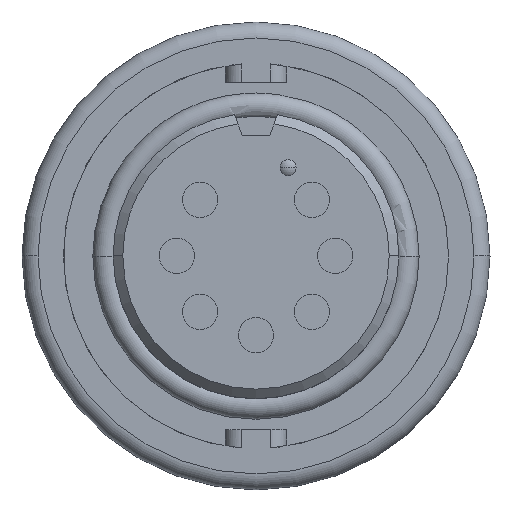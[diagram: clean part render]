
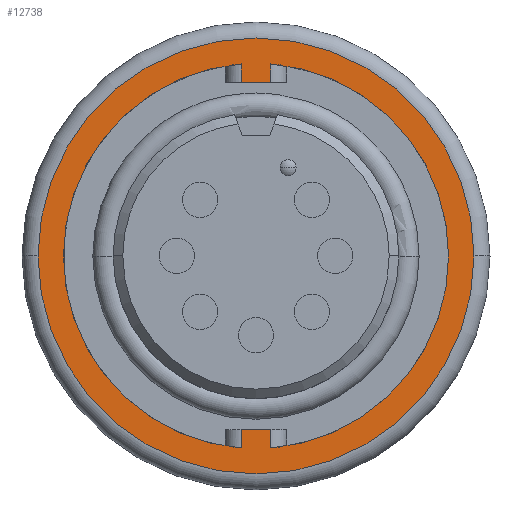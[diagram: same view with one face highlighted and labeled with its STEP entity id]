
A CAD part, top view. The second image highlights one B-rep face of the part: STEP entity #12738.
In plain terms, the highlighted planar face has unit normal (0, 0, 1).
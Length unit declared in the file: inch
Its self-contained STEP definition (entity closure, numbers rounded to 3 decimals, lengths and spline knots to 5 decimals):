
#32 = CARTESIAN_POINT ( 'NONE',  ( 0., 0., -0.08324 ) ) ;
#129 = CIRCLE ( 'NONE', #16338, 0.36 ) ;
#419 = LINE ( 'NONE', #3704, #15760 ) ;
#850 = AXIS2_PLACEMENT_3D ( 'NONE', #18944, #11822, #2948 ) ;
#976 = CARTESIAN_POINT ( 'NONE',  ( 0.36, 0., -0.08324 ) ) ;
#1359 = VECTOR ( 'NONE', #16548, 39.37008 ) ;
#1530 = DIRECTION ( 'NONE',  ( 1., 0., 0. ) ) ;
#1570 = EDGE_LOOP ( 'NONE', ( #7278, #6598, #5308, #2901, #13881, #16083, #2268, #15075, #14380 ) ) ;
#2268 = ORIENTED_EDGE ( 'NONE', *, *, #8128, .T. ) ;
#2437 = VERTEX_POINT ( 'NONE', #6405 ) ;
#2767 = CARTESIAN_POINT ( 'NONE',  ( 0., 0., -0.08324 ) ) ;
#2853 = DIRECTION ( 'NONE',  ( 0., 0., 1. ) ) ;
#2901 = ORIENTED_EDGE ( 'NONE', *, *, #18115, .F. ) ;
#2948 = DIRECTION ( 'NONE',  ( 1., 0., 0. ) ) ;
#3139 = LINE ( 'NONE', #4859, #14523 ) ;
#3187 = AXIS2_PLACEMENT_3D ( 'NONE', #32, #10371, #1530 ) ;
#3297 = EDGE_LOOP ( 'NONE', ( #14291, #6055 ) ) ;
#3422 = CARTESIAN_POINT ( 'NONE',  ( -0.4075, 0., -0.08324 ) ) ;
#3475 = EDGE_CURVE ( 'NONE', #5461, #9659, #129, .T. ) ;
#3553 = EDGE_CURVE ( 'NONE', #6587, #17514, #10992, .T. ) ;
#3590 = EDGE_CURVE ( 'NONE', #16273, #2437, #3139, .T. ) ;
#3612 = VECTOR ( 'NONE', #15010, 39.37008 ) ;
#3704 = CARTESIAN_POINT ( 'NONE',  ( -0.0275, -0.375, -0.08324 ) ) ;
#4178 = VERTEX_POINT ( 'NONE', #9274 ) ;
#4250 = DIRECTION ( 'NONE',  ( 1., 0., 0. ) ) ;
#4420 = DIRECTION ( 'NONE',  ( -1., 0., 0. ) ) ;
#4689 = CARTESIAN_POINT ( 'NONE',  ( 0., 0., -0.08324 ) ) ;
#4859 = CARTESIAN_POINT ( 'NONE',  ( 0.0275, -0.375, -0.08324 ) ) ;
#5308 = ORIENTED_EDGE ( 'NONE', *, *, #15507, .T. ) ;
#5461 = VERTEX_POINT ( 'NONE', #976 ) ;
#5803 = CARTESIAN_POINT ( 'NONE',  ( 0., 0., -0.08324 ) ) ;
#6055 = ORIENTED_EDGE ( 'NONE', *, *, #13213, .T. ) ;
#6181 = DIRECTION ( 'NONE',  ( 1., 0., 0. ) ) ;
#6405 = CARTESIAN_POINT ( 'NONE',  ( 0.0275, -0.325, -0.08324 ) ) ;
#6587 = VERTEX_POINT ( 'NONE', #14957 ) ;
#6598 = ORIENTED_EDGE ( 'NONE', *, *, #3590, .T. ) ;
#6745 = FACE_BOUND ( 'NONE', #1570, .T. ) ;
#6787 = CARTESIAN_POINT ( 'NONE',  ( 0.0275, -0.35895, -0.08324 ) ) ;
#7041 = CARTESIAN_POINT ( 'NONE',  ( -0.0275, 0.325, -0.08324 ) ) ;
#7246 = EDGE_CURVE ( 'NONE', #16285, #9185, #13188, .T. ) ;
#7278 = ORIENTED_EDGE ( 'NONE', *, *, #9303, .F. ) ;
#7294 = DIRECTION ( 'NONE',  ( 1., 0., 0. ) ) ;
#7336 = LINE ( 'NONE', #7041, #18751 ) ;
#7353 = EDGE_CURVE ( 'NONE', #6587, #17382, #10807, .T. ) ;
#7617 = CARTESIAN_POINT ( 'NONE',  ( 0.0275, 0.375, -0.08324 ) ) ;
#8128 = EDGE_CURVE ( 'NONE', #17514, #4178, #7336, .T. ) ;
#8470 = CIRCLE ( 'NONE', #10494, 0.36 ) ;
#8531 = DIRECTION ( 'NONE',  ( 1., 0., 0. ) ) ;
#8811 = CARTESIAN_POINT ( 'NONE',  ( -0.0275, -0.325, -0.08324 ) ) ;
#8991 = VERTEX_POINT ( 'NONE', #8811 ) ;
#9118 = CARTESIAN_POINT ( 'NONE',  ( -0.0275, 0.375, -0.08324 ) ) ;
#9185 = VERTEX_POINT ( 'NONE', #3422 ) ;
#9229 = LINE ( 'NONE', #14817, #13220 ) ;
#9274 = CARTESIAN_POINT ( 'NONE',  ( 0.0275, 0.325, -0.08324 ) ) ;
#9303 = EDGE_CURVE ( 'NONE', #16273, #5461, #8470, .T. ) ;
#9629 = DIRECTION ( 'NONE',  ( 0., 1., 0. ) ) ;
#9659 = VERTEX_POINT ( 'NONE', #12750 ) ;
#10181 = CARTESIAN_POINT ( 'NONE',  ( -0.0275, 0.325, -0.08324 ) ) ;
#10211 = FACE_OUTER_BOUND ( 'NONE', #3297, .T. ) ;
#10320 = PLANE ( 'NONE',  #850 ) ;
#10371 = DIRECTION ( 'NONE',  ( 0., 0., 1. ) ) ;
#10390 = AXIS2_PLACEMENT_3D ( 'NONE', #5803, #16215, #7294 ) ;
#10494 = AXIS2_PLACEMENT_3D ( 'NONE', #2767, #13166, #4250 ) ;
#10796 = DIRECTION ( 'NONE',  ( 0., 1., 0. ) ) ;
#10807 = CIRCLE ( 'NONE', #12119, 0.36 ) ;
#10992 = LINE ( 'NONE', #9118, #3612 ) ;
#11724 = CARTESIAN_POINT ( 'NONE',  ( 0., 0., -0.08324 ) ) ;
#11822 = DIRECTION ( 'NONE',  ( 0., 0., 1. ) ) ;
#12119 = AXIS2_PLACEMENT_3D ( 'NONE', #4689, #15099, #6181 ) ;
#12738 = ADVANCED_FACE ( 'NONE', ( #6745, #10211 ), #10320, .T. ) ;
#12750 = CARTESIAN_POINT ( 'NONE',  ( 0.0275, 0.35895, -0.08324 ) ) ;
#13166 = DIRECTION ( 'NONE',  ( 0., 0., 1. ) ) ;
#13188 = CIRCLE ( 'NONE', #3187, 0.4075 ) ;
#13213 = EDGE_CURVE ( 'NONE', #9185, #16285, #15367, .T. ) ;
#13220 = VECTOR ( 'NONE', #4420, 39.37008 ) ;
#13262 = DIRECTION ( 'NONE',  ( 1., 0., 0. ) ) ;
#13881 = ORIENTED_EDGE ( 'NONE', *, *, #7353, .F. ) ;
#14204 = CARTESIAN_POINT ( 'NONE',  ( 0.4075, 0., -0.08324 ) ) ;
#14291 = ORIENTED_EDGE ( 'NONE', *, *, #7246, .T. ) ;
#14380 = ORIENTED_EDGE ( 'NONE', *, *, #3475, .F. ) ;
#14523 = VECTOR ( 'NONE', #10796, 39.37008 ) ;
#14817 = CARTESIAN_POINT ( 'NONE',  ( 0.0275, -0.325, -0.08324 ) ) ;
#14957 = CARTESIAN_POINT ( 'NONE',  ( -0.0275, 0.35895, -0.08324 ) ) ;
#15010 = DIRECTION ( 'NONE',  ( 0., -1., 0. ) ) ;
#15075 = ORIENTED_EDGE ( 'NONE', *, *, #16446, .F. ) ;
#15099 = DIRECTION ( 'NONE',  ( 0., 0., 1. ) ) ;
#15367 = CIRCLE ( 'NONE', #10390, 0.4075 ) ;
#15507 = EDGE_CURVE ( 'NONE', #2437, #8991, #9229, .T. ) ;
#15632 = CARTESIAN_POINT ( 'NONE',  ( -0.0275, -0.35895, -0.08324 ) ) ;
#15760 = VECTOR ( 'NONE', #9629, 39.37008 ) ;
#16083 = ORIENTED_EDGE ( 'NONE', *, *, #3553, .T. ) ;
#16215 = DIRECTION ( 'NONE',  ( 0., 0., 1. ) ) ;
#16273 = VERTEX_POINT ( 'NONE', #6787 ) ;
#16285 = VERTEX_POINT ( 'NONE', #14204 ) ;
#16338 = AXIS2_PLACEMENT_3D ( 'NONE', #11724, #2853, #13262 ) ;
#16446 = EDGE_CURVE ( 'NONE', #9659, #4178, #17165, .T. ) ;
#16548 = DIRECTION ( 'NONE',  ( 0., -1., 0. ) ) ;
#17165 = LINE ( 'NONE', #7617, #1359 ) ;
#17382 = VERTEX_POINT ( 'NONE', #15632 ) ;
#17514 = VERTEX_POINT ( 'NONE', #10181 ) ;
#18115 = EDGE_CURVE ( 'NONE', #17382, #8991, #419, .T. ) ;
#18751 = VECTOR ( 'NONE', #8531, 39.37008 ) ;
#18944 = CARTESIAN_POINT ( 'NONE',  ( 0., 0., -0.08324 ) ) ;
